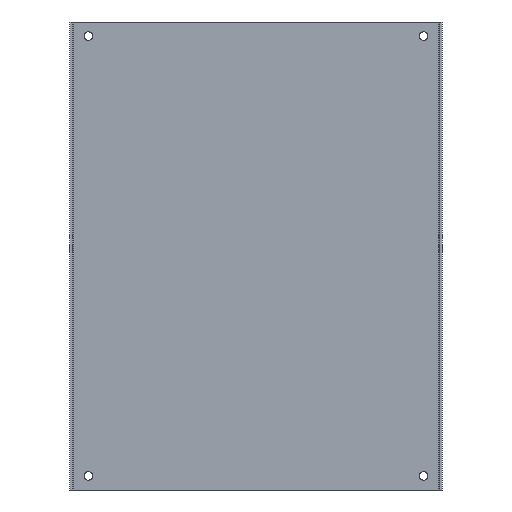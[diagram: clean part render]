
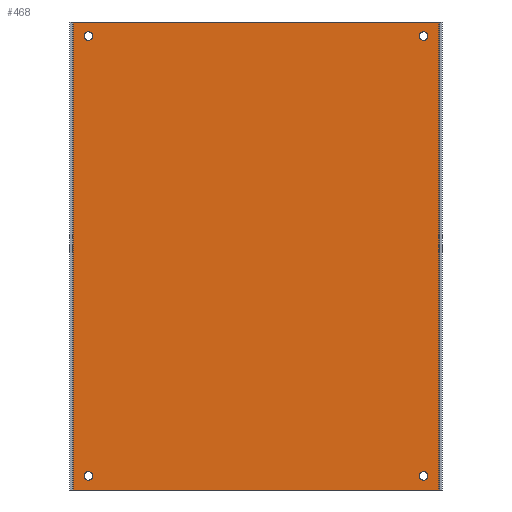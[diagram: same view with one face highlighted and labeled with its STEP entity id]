
A CAD part, front view. The second image highlights one B-rep face of the part: STEP entity #468.
In plain terms, the highlighted planar face has unit normal (0, -1, 0).
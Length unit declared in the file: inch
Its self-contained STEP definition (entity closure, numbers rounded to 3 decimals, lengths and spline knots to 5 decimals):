
#8 = CARTESIAN_POINT ( 'NONE',  ( 10.495, -0.065, -13.4375 ) ) ;
#29 = DIRECTION ( 'NONE',  ( 0., 0., -1. ) ) ;
#33 = ORIENTED_EDGE ( 'NONE', *, *, #460, .T. ) ;
#34 = DIRECTION ( 'NONE',  ( 1., 0., 0. ) ) ;
#35 = ORIENTED_EDGE ( 'NONE', *, *, #484, .T. ) ;
#45 = DIRECTION ( 'NONE',  ( 0., 0., 1. ) ) ;
#48 = VERTEX_POINT ( 'NONE', #365 ) ;
#60 = CARTESIAN_POINT ( 'NONE',  ( -9.625, -0.065, 12.625 ) ) ;
#87 = FACE_BOUND ( 'NONE', #108, .T. ) ;
#90 = CARTESIAN_POINT ( 'NONE',  ( -9.625, -0.065, -12.625 ) ) ;
#99 = CIRCLE ( 'NONE', #210, 0.25 ) ;
#100 = ORIENTED_EDGE ( 'NONE', *, *, #185, .T. ) ;
#108 = EDGE_LOOP ( 'NONE', ( #525 ) ) ;
#126 = ORIENTED_EDGE ( 'NONE', *, *, #245, .T. ) ;
#139 = VECTOR ( 'NONE', #539, 39.37008 ) ;
#154 = CIRCLE ( 'NONE', #499, 0.25 ) ;
#155 = EDGE_CURVE ( 'NONE', #165, #165, #492, .T. ) ;
#165 = VERTEX_POINT ( 'NONE', #315 ) ;
#167 = FACE_OUTER_BOUND ( 'NONE', #348, .T. ) ;
#185 = EDGE_CURVE ( 'NONE', #480, #449, #252, .T. ) ;
#192 = DIRECTION ( 'NONE',  ( 0., -1., 0. ) ) ;
#198 = VERTEX_POINT ( 'NONE', #408 ) ;
#199 = FACE_BOUND ( 'NONE', #416, .T. ) ;
#209 = VERTEX_POINT ( 'NONE', #523 ) ;
#210 = AXIS2_PLACEMENT_3D ( 'NONE', #235, #568, #575 ) ;
#212 = CARTESIAN_POINT ( 'NONE',  ( 9.625, -0.065, -12.875 ) ) ;
#216 = ORIENTED_EDGE ( 'NONE', *, *, #358, .T. ) ;
#235 = CARTESIAN_POINT ( 'NONE',  ( 9.625, -0.065, -12.625 ) ) ;
#236 = AXIS2_PLACEMENT_3D ( 'NONE', #242, #338, #432 ) ;
#242 = CARTESIAN_POINT ( 'NONE',  ( 9.625, -0.065, 12.625 ) ) ;
#245 = EDGE_CURVE ( 'NONE', #449, #610, #332, .T. ) ;
#249 = DIRECTION ( 'NONE',  ( 0., 1., 0. ) ) ;
#252 = LINE ( 'NONE', #319, #454 ) ;
#261 = VECTOR ( 'NONE', #45, 39.37008 ) ;
#273 = EDGE_CURVE ( 'NONE', #521, #521, #99, .T. ) ;
#279 = FACE_BOUND ( 'NONE', #560, .T. ) ;
#315 = CARTESIAN_POINT ( 'NONE',  ( -9.625, -0.065, -12.875 ) ) ;
#319 = CARTESIAN_POINT ( 'NONE',  ( 0., -0.065, -13.4375 ) ) ;
#332 = LINE ( 'NONE', #337, #261 ) ;
#337 = CARTESIAN_POINT ( 'NONE',  ( 10.495, -0.065, 0. ) ) ;
#338 = DIRECTION ( 'NONE',  ( 0., 1., 0. ) ) ;
#343 = DIRECTION ( 'NONE',  ( 0., 0., -1. ) ) ;
#345 = LINE ( 'NONE', #439, #453 ) ;
#346 = DIRECTION ( 'NONE',  ( 1., 0., 0. ) ) ;
#348 = EDGE_LOOP ( 'NONE', ( #100, #126, #409, #35 ) ) ;
#354 = CARTESIAN_POINT ( 'NONE',  ( 10.495, -0.065, 13.4375 ) ) ;
#358 = EDGE_CURVE ( 'NONE', #198, #198, #154, .T. ) ;
#365 = CARTESIAN_POINT ( 'NONE',  ( 9.625, -0.065, 12.375 ) ) ;
#401 = CARTESIAN_POINT ( 'NONE',  ( -10.495, -0.065, 0. ) ) ;
#405 = CARTESIAN_POINT ( 'NONE',  ( -10.495, -0.065, -13.4375 ) ) ;
#408 = CARTESIAN_POINT ( 'NONE',  ( -9.625, -0.065, 12.375 ) ) ;
#409 = ORIENTED_EDGE ( 'NONE', *, *, #412, .F. ) ;
#412 = EDGE_CURVE ( 'NONE', #209, #610, #345, .T. ) ;
#416 = EDGE_LOOP ( 'NONE', ( #595 ) ) ;
#420 = DIRECTION ( 'NONE',  ( 0., 1., 0. ) ) ;
#432 = DIRECTION ( 'NONE',  ( 0., 0., -1. ) ) ;
#433 = LINE ( 'NONE', #401, #139 ) ;
#439 = CARTESIAN_POINT ( 'NONE',  ( 0., -0.065, 13.4375 ) ) ;
#449 = VERTEX_POINT ( 'NONE', #8 ) ;
#450 = EDGE_LOOP ( 'NONE', ( #216 ) ) ;
#453 = VECTOR ( 'NONE', #346, 39.37008 ) ;
#454 = VECTOR ( 'NONE', #34, 39.37008 ) ;
#460 = EDGE_CURVE ( 'NONE', #48, #48, #585, .T. ) ;
#468 = ADVANCED_FACE ( 'NONE', ( #199, #87, #279, #500, #167 ), #482, .T. ) ;
#480 = VERTEX_POINT ( 'NONE', #405 ) ;
#482 = PLANE ( 'NONE',  #574 ) ;
#484 = EDGE_CURVE ( 'NONE', #209, #480, #433, .T. ) ;
#492 = CIRCLE ( 'NONE', #607, 0.25 ) ;
#499 = AXIS2_PLACEMENT_3D ( 'NONE', #60, #249, #343 ) ;
#500 = FACE_BOUND ( 'NONE', #450, .T. ) ;
#521 = VERTEX_POINT ( 'NONE', #212 ) ;
#523 = CARTESIAN_POINT ( 'NONE',  ( -10.495, -0.065, 13.4375 ) ) ;
#525 = ORIENTED_EDGE ( 'NONE', *, *, #273, .T. ) ;
#526 = CARTESIAN_POINT ( 'NONE',  ( 10.495, -0.065, 0. ) ) ;
#527 = DIRECTION ( 'NONE',  ( 0., 0., -1. ) ) ;
#539 = DIRECTION ( 'NONE',  ( 0., 0., -1. ) ) ;
#560 = EDGE_LOOP ( 'NONE', ( #33 ) ) ;
#568 = DIRECTION ( 'NONE',  ( 0., 1., 0. ) ) ;
#574 = AXIS2_PLACEMENT_3D ( 'NONE', #526, #192, #527 ) ;
#575 = DIRECTION ( 'NONE',  ( 0., 0., -1. ) ) ;
#585 = CIRCLE ( 'NONE', #236, 0.25 ) ;
#595 = ORIENTED_EDGE ( 'NONE', *, *, #155, .T. ) ;
#607 = AXIS2_PLACEMENT_3D ( 'NONE', #90, #420, #29 ) ;
#610 = VERTEX_POINT ( 'NONE', #354 ) ;
